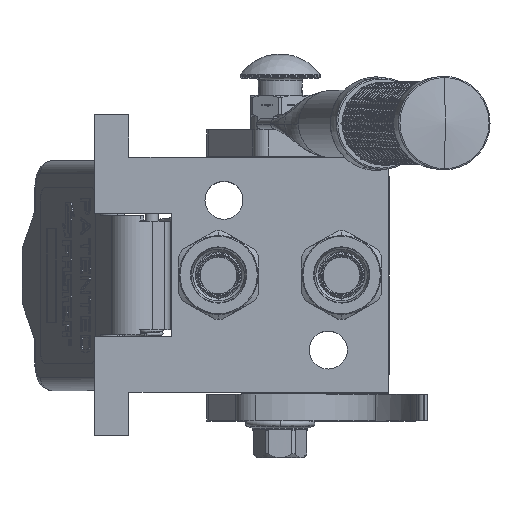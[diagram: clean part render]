
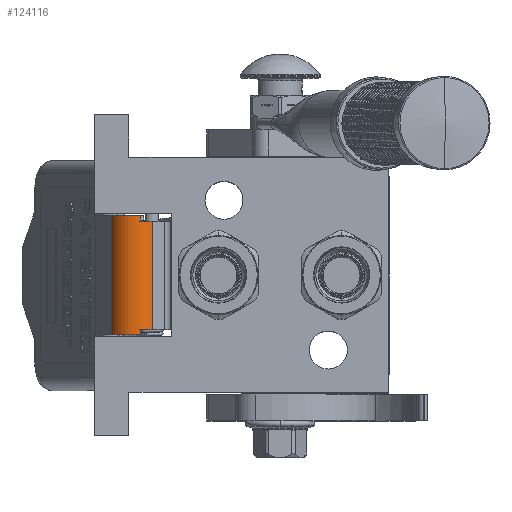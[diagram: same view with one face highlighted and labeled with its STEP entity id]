
A CAD part, top view. The second image highlights one B-rep face of the part: STEP entity #124116.
In plain terms, the highlighted cylindrical face has radius 9.5 mm (diameter 19 mm), a partial arc.
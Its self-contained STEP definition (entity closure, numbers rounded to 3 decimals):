
#152 = EDGE_LOOP ( 'NONE', ( #83303, #76806, #51971, #69673, #123454, #183009, #109868, #36757 ) ) ;
#3401 = CARTESIAN_POINT ( 'NONE',  ( 22.25, 8., -47.5 ) ) ;
#5638 = DIRECTION ( 'NONE',  ( 1., 0., 0. ) ) ;
#8238 = DIRECTION ( 'NONE',  ( 1., 0., 0. ) ) ;
#9415 = EDGE_CURVE ( 'NONE', #57260, #136516, #157015, .T. ) ;
#12246 = CARTESIAN_POINT ( 'NONE',  ( -22.25, 8., -47.5 ) ) ;
#18610 = VERTEX_POINT ( 'NONE', #140463 ) ;
#22579 = DIRECTION ( 'NONE',  ( 0., -0.385, -0.923 ) ) ;
#23394 = VECTOR ( 'NONE', #5638, 1000. ) ;
#23524 = CARTESIAN_POINT ( 'NONE',  ( 20.25, -1.5, -47.5 ) ) ;
#23778 = CARTESIAN_POINT ( 'NONE',  ( -22.25, 0., -56.881 ) ) ;
#24027 = CARTESIAN_POINT ( 'NONE',  ( -22.25, 0., -56.881 ) ) ;
#27245 = VECTOR ( 'NONE', #161586, 1000. ) ;
#33570 = DIRECTION ( 'NONE',  ( 0., 0.158, -0.987 ) ) ;
#36757 = ORIENTED_EDGE ( 'NONE', *, *, #67182, .F. ) ;
#38411 = VECTOR ( 'NONE', #144969, 1000. ) ;
#40146 = DIRECTION ( 'NONE',  ( 0., 0.158, -0.987 ) ) ;
#48373 = CARTESIAN_POINT ( 'NONE',  ( -22.25, 8., -47.5 ) ) ;
#51971 = ORIENTED_EDGE ( 'NONE', *, *, #137274, .F. ) ;
#52524 = DIRECTION ( 'NONE',  ( 1., 0., 0. ) ) ;
#55124 = EDGE_CURVE ( 'NONE', #136516, #118836, #69965, .T. ) ;
#55557 = CIRCLE ( 'NONE', #165661, 9.5 ) ;
#56903 = LINE ( 'NONE', #24027, #23394 ) ;
#57260 = VERTEX_POINT ( 'NONE', #61265 ) ;
#57491 = DIRECTION ( 'NONE',  ( 0., -1., 0. ) ) ;
#61265 = CARTESIAN_POINT ( 'NONE',  ( 20.25, 0., -56.881 ) ) ;
#67182 = EDGE_CURVE ( 'NONE', #177552, #57260, #183305, .T. ) ;
#69673 = ORIENTED_EDGE ( 'NONE', *, *, #177344, .T. ) ;
#69965 = CIRCLE ( 'NONE', #120581, 9.5 ) ;
#76806 = ORIENTED_EDGE ( 'NONE', *, *, #135697, .T. ) ;
#77789 = CARTESIAN_POINT ( 'NONE',  ( 22.25, 0., -56.881 ) ) ;
#79357 = CARTESIAN_POINT ( 'NONE',  ( -20.25, -5.154, -56.269 ) ) ;
#80596 = CARTESIAN_POINT ( 'NONE',  ( -20.25, -1.5, -47.5 ) ) ;
#82695 = AXIS2_PLACEMENT_3D ( 'NONE', #184525, #86223, #57491 ) ;
#83303 = ORIENTED_EDGE ( 'NONE', *, *, #83800, .F. ) ;
#83800 = EDGE_CURVE ( 'NONE', #18610, #177552, #133607, .T. ) ;
#86223 = DIRECTION ( 'NONE',  ( -1., 0., 0. ) ) ;
#89459 = VERTEX_POINT ( 'NONE', #176836 ) ;
#95931 = CARTESIAN_POINT ( 'NONE',  ( 20.25, -5.154, -56.269 ) ) ;
#99266 = AXIS2_PLACEMENT_3D ( 'NONE', #80596, #8238, #22579 ) ;
#100005 = VECTOR ( 'NONE', #52524, 1000. ) ;
#100143 = CIRCLE ( 'NONE', #99266, 9.5 ) ;
#101403 = AXIS2_PLACEMENT_3D ( 'NONE', #23524, #122892, #137282 ) ;
#102516 = FACE_OUTER_BOUND ( 'NONE', #152, .T. ) ;
#109868 = ORIENTED_EDGE ( 'NONE', *, *, #9415, .F. ) ;
#118836 = VERTEX_POINT ( 'NONE', #3401 ) ;
#120581 = AXIS2_PLACEMENT_3D ( 'NONE', #168373, #182158, #40146 ) ;
#122892 = DIRECTION ( 'NONE',  ( 1., 0., 0. ) ) ;
#123454 = ORIENTED_EDGE ( 'NONE', *, *, #161039, .T. ) ;
#124116 = ADVANCED_FACE ( 'NONE', ( #102516 ), #151716, .T. ) ;
#133607 = LINE ( 'NONE', #79357, #100005 ) ;
#135697 = EDGE_CURVE ( 'NONE', #18610, #89459, #100143, .T. ) ;
#136516 = VERTEX_POINT ( 'NONE', #77789 ) ;
#137274 = EDGE_CURVE ( 'NONE', #155444, #89459, #56903, .T. ) ;
#137282 = DIRECTION ( 'NONE',  ( 0., -0.385, -0.923 ) ) ;
#139009 = LINE ( 'NONE', #48373, #27245 ) ;
#140463 = CARTESIAN_POINT ( 'NONE',  ( -20.25, -5.154, -56.269 ) ) ;
#144969 = DIRECTION ( 'NONE',  ( 1., 0., 0. ) ) ;
#151716 = CYLINDRICAL_SURFACE ( 'NONE', #82695, 9.5 ) ;
#155444 = VERTEX_POINT ( 'NONE', #23778 ) ;
#157015 = LINE ( 'NONE', #183828, #38411 ) ;
#161039 = EDGE_CURVE ( 'NONE', #177685, #118836, #139009, .T. ) ;
#161586 = DIRECTION ( 'NONE',  ( 1., 0., 0. ) ) ;
#163601 = CARTESIAN_POINT ( 'NONE',  ( -22.25, -1.5, -47.5 ) ) ;
#165661 = AXIS2_PLACEMENT_3D ( 'NONE', #163601, #176164, #33570 ) ;
#168373 = CARTESIAN_POINT ( 'NONE',  ( 22.25, -1.5, -47.5 ) ) ;
#176164 = DIRECTION ( 'NONE',  ( 1., 0., 0. ) ) ;
#176836 = CARTESIAN_POINT ( 'NONE',  ( -20.25, 0., -56.881 ) ) ;
#177344 = EDGE_CURVE ( 'NONE', #155444, #177685, #55557, .T. ) ;
#177552 = VERTEX_POINT ( 'NONE', #95931 ) ;
#177685 = VERTEX_POINT ( 'NONE', #12246 ) ;
#182158 = DIRECTION ( 'NONE',  ( 1., 0., 0. ) ) ;
#183009 = ORIENTED_EDGE ( 'NONE', *, *, #55124, .F. ) ;
#183305 = CIRCLE ( 'NONE', #101403, 9.5 ) ;
#183828 = CARTESIAN_POINT ( 'NONE',  ( 20.25, 0., -56.881 ) ) ;
#184525 = CARTESIAN_POINT ( 'NONE',  ( -22.25, -1.5, -47.5 ) ) ;
